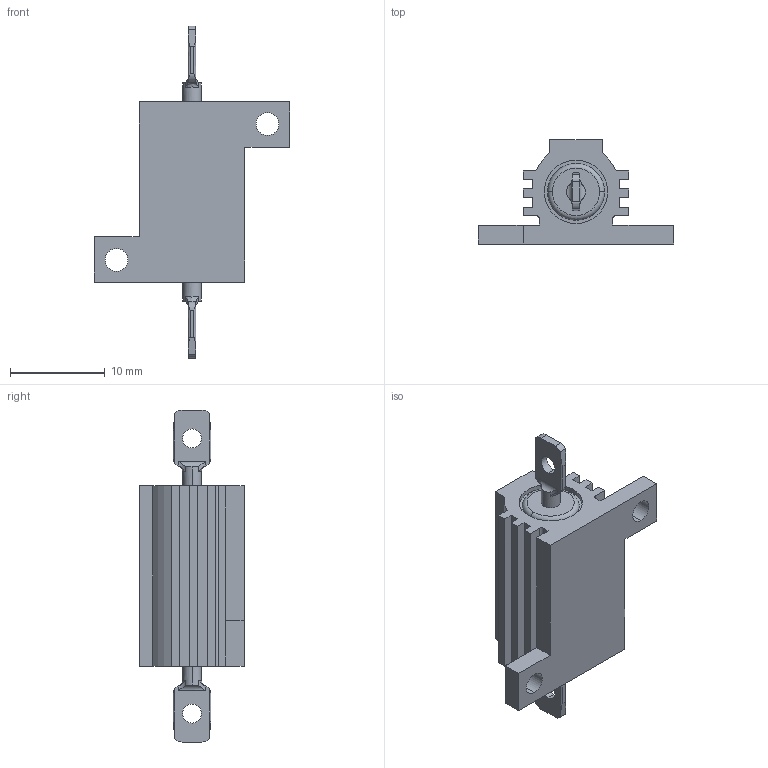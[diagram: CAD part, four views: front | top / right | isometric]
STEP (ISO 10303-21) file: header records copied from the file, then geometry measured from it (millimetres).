
FILE_DESCRIPTION (( 'STEP AP203' ), '1' );
FILE_NAME ('WH10.STEP', '2015-11-04T09:53:09', ( '' ), ( '' ), 'SwSTEP 2.0', 'SolidWorks 2015', '' );
FILE_SCHEMA (( 'CONFIG_CONTROL_DESIGN' ));
Length unit declared in the file: millimetre
Products named in the file (1): WH10
Bounding box: 20.6 x 11 x 35 mm (x, y, z)
Volume: 2008.7 mm3; surface area: 1587.3 mm2
Topology: 1 solids, 1 shells, 112 faces, 304 edges, 200 vertices
Faces by surface type: plane 56, cylinder 48, torus 4, bspline 4
Entity records: 3861 total; most frequent: CARTESIAN_POINT 1013, ORIENTED_EDGE 608, DIRECTION 530, EDGE_CURVE 304, VERTEX_POINT 200, VECTOR 184, LINE 184, AXIS2_PLACEMENT_3D 173
